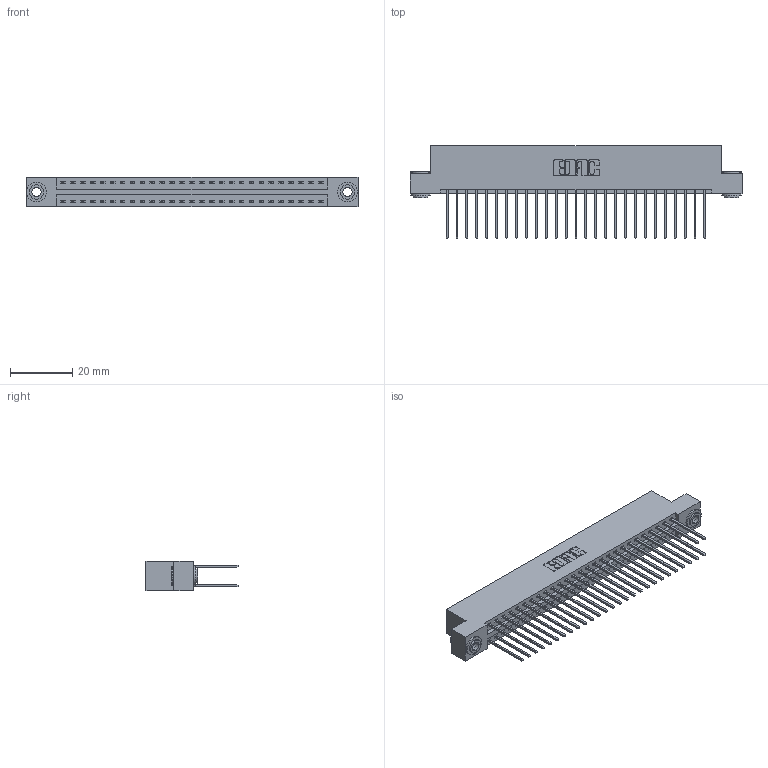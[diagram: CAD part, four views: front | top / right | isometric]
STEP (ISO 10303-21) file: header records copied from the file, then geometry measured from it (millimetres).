
FILE_DESCRIPTION (( 'STEP AP203' ), '1' );
FILE_NAME ('346-054-540-203.STEP', '2022-05-21T03:24:43', ( '' ), ( '' ), 'SwSTEP 2.0', 'SolidWorks 2020', '' );
FILE_SCHEMA (( 'CONFIG_CONTROL_DESIGN' ));
Length unit declared in the file: inch
Products named in the file (4): 346-054-540-203; 345-292-001_345-293-140; 346 Part_Flush Mounting Lugs - 0.156 Dia-TH; 345-250-002_345-250-002-102
Assembly tree (57 placements, depth 2):
  346-054-540-203
    346 Part_Flush Mounting Lugs - 0.156 Dia-TH
    345-292-001_345-293-140  x54
    345-250-002_345-250-002-102  x2
Bounding box: 106.3 x 29.46 x 9.4 mm (x, y, z)
Volume: 10455 mm3; surface area: 15352.3 mm2
Topology: 57 solids, 57 shells, 2982 faces, 8811 edges, 5798 vertices
Faces by surface type: plane 1990, cylinder 984, cone 8
Entity records: 20724 total; most frequent: CARTESIAN_POINT 3417, ORIENTED_EDGE 3342, DIRECTION 3093, EDGE_CURVE 1671, LINE 1407, VECTOR 1407, VERTEX_POINT 1110, AXIS2_PLACEMENT_3D 843
